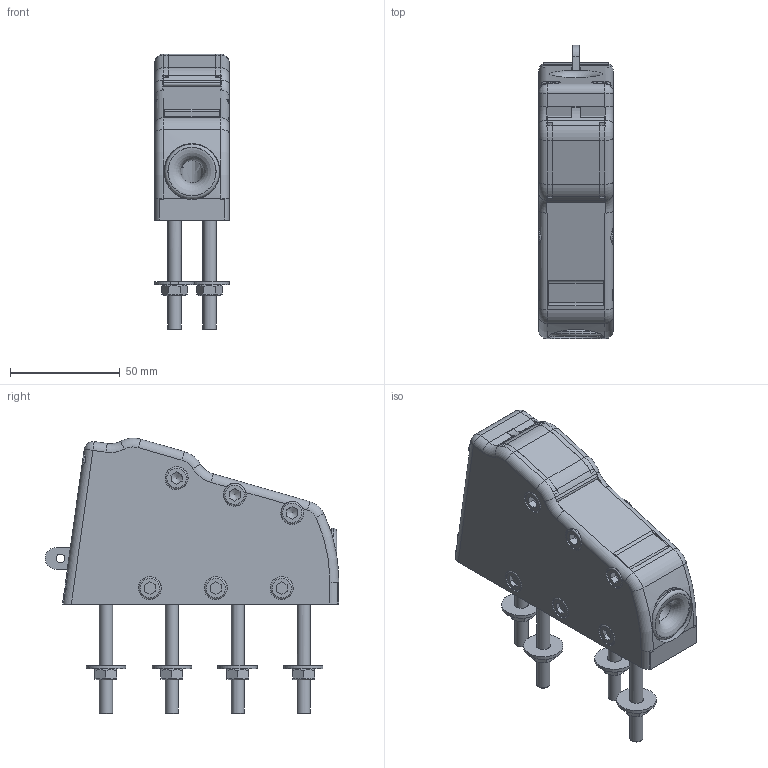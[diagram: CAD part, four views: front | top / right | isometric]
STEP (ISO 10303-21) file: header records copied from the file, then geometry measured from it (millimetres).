
FILE_DESCRIPTION(/* description */ (''),/* implementation_level */ '2;1');
FILE_NAME(/* name */ '505.082.stp',/* time_stamp */ '2016-11-09T13:36:37+01:00',/* author */ ('nicola'),/* organization */ (''),/* preprocessor_version */ 'ST-DEVELOPER v16.1',/* originating_system */ 'Autodesk Inventor 2016',/* authorisation */ '');
FILE_SCHEMA (('AUTOMOTIVE_DESIGN { 1 0 10303 214 3 1 1 }'));
Length unit declared in the file: millimetre
Products named in the file (1): 505.082
Bounding box: 34 x 133.65 x 125.51 mm (x, y, z)
Volume: 242685.4 mm3; surface area: 44337.1 mm2
Topology: 1 solids, 1 shells, 365 faces, 890 edges, 579 vertices
Faces by surface type: plane 223, cylinder 89, torus 29, cone 21, sphere 2, bspline 1
Full cylindrical faces by diameter (mm): 4 x1, 6 x8, 6.4 x4, 8.5 x2, 9 x2, 10 x12, 10.5 x12, 18 x3, 25 x1, 25.5 x1
Entity records: 10129 total; most frequent: CARTESIAN_POINT 2145, DIRECTION 1638, ORIENTED_EDGE 1548, EDGE_CURVE 774, AXIS2_PLACEMENT_3D 615, VERTEX_POINT 546, EDGE_LOOP 504, LINE 408
